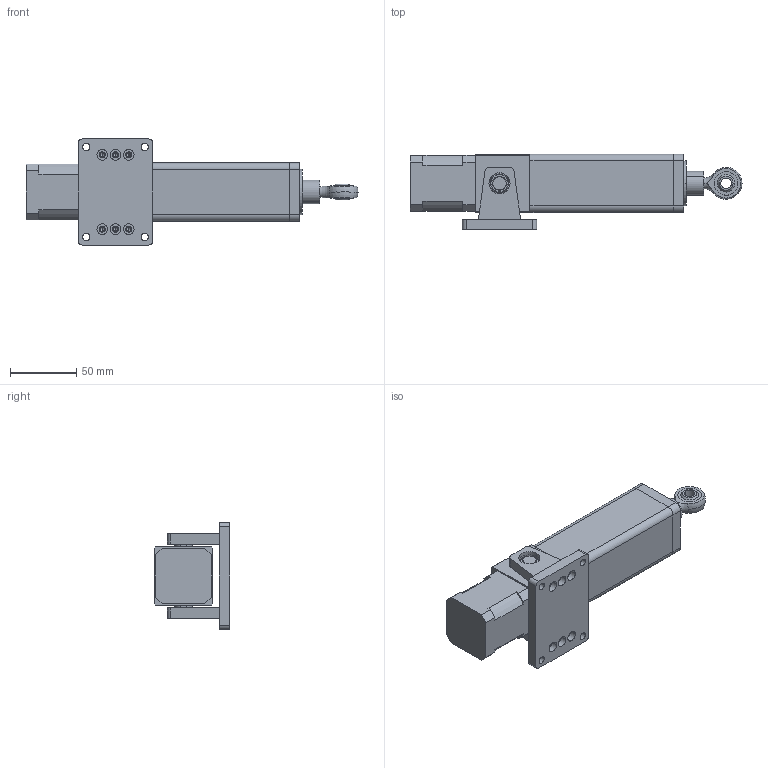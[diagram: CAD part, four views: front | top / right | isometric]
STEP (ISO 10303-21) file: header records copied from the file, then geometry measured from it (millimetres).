
FILE_DESCRIPTION (( 'STEP AP203' ), '1' );
FILE_NAME ('LSZ42-50(20191227).STEP', '2019-12-27T09:01:15', ( '' ), ( '' ), 'SwSTEP 2.0', 'SolidWorks 2015', '' );
FILE_SCHEMA (( 'CONFIG_CONTROL_DESIGN' ));
Length unit declared in the file: millimetre
Products named in the file (18): ヶ揤裔; 蕾啣; MX 1204幗紩佪裝蹟譫; deep groove ball bearings gb_Rolling bearings 629 GB 276-94; 俋褲; 嫉怢; 42萇儂; 42萇儂薊粣ん; MX賑裝; 臏杶; hex nuts, style 1-grades ab gb_GB_FASTENER_NUT_SNAB1 M8-N; 菁啣; LSZ42-50(20191227); circlips for holes--type a gb_GB_CONNECTING_PIECE_RING_RRH 26; MX-16盓傅啣; SA8T--K; MX 1204幗紩佪裝; deep groove ball bearings gb_Rolling bearings 61800 GB 276-94
Assembly tree (20 placements, depth 2):
  LSZ42-50(20191227)
    MX-16盓傅啣  x2
    菁啣
    deep groove ball bearings gb_Rolling bearings 61800 GB 276-94  x2
    嫉怢  x2
    蕾啣
    MX 1204幗紩佪裝
    deep groove ball bearings gb_Rolling bearings 629 GB 276-94
    circlips for holes--type a gb_GB_CONNECTING_PIECE_RING_RRH 26
    MX 1204幗紩佪裝蹟譫
    臏杶
    MX賑裝
    hex nuts, style 1-grades ab gb_GB_FASTENER_NUT_SNAB1 M8-N
    42萇儂薊粣ん
    俋褲
    ヶ揤裔
    42萇儂
    SA8T--K
Bounding box: 250.39 x 57 x 80 mm (x, y, z)
Volume: 359741.8 mm3; surface area: 136105.8 mm2
Topology: 20 solids, 20 shells, 802 faces, 2746 edges, 1816 vertices
Faces by surface type: cylinder 287, torus 182, plane 175, sphere 104, cone 54
Entity records: 25315 total; most frequent: CARTESIAN_POINT 6288, ORIENTED_EDGE 3662, DIRECTION 3577, EDGE_CURVE 1831, AXIS2_PLACEMENT_3D 1531, VERTEX_POINT 1226, CIRCLE 870, EDGE_LOOP 781
